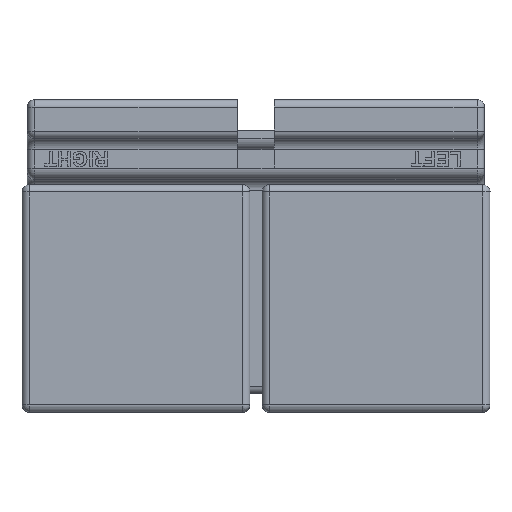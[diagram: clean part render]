
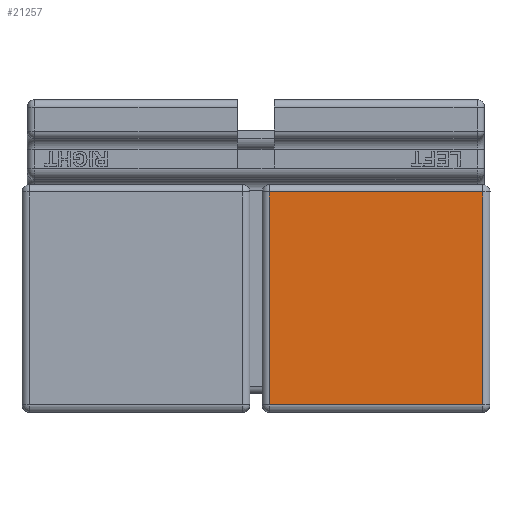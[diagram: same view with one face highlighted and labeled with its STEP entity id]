
A CAD part, top view. The second image highlights one B-rep face of the part: STEP entity #21257.
In plain terms, the highlighted planar face has unit normal (0, 0, 1).
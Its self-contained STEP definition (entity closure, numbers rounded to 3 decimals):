
#21218=CARTESIAN_POINT('',(1012.9,0.,113.356));
#21219=DIRECTION('',(0.,0.,1.));
#21220=DIRECTION('',(1.,0.,0.));
#21221=AXIS2_PLACEMENT_3D('',#21218,#21219,#21220);
#21222=PLANE('',#21221);
#21223=CARTESIAN_POINT('',(1056.605,-3.994,113.356));
#21224=VERTEX_POINT('',#21223);
#21225=CARTESIAN_POINT('',(1056.605,53.551,113.356));
#21226=VERTEX_POINT('',#21225);
#21227=CARTESIAN_POINT('',(1056.605,-3.994,113.356));
#21228=DIRECTION('',(0.,1.,0.));
#21229=VECTOR('',#21228,57.544);
#21230=LINE('',#21227,#21229);
#21231=EDGE_CURVE('',#21224,#21226,#21230,.T.);
#21232=ORIENTED_EDGE('',*,*,#21231,.T.);
#21233=CARTESIAN_POINT('',(998.998,53.551,113.356));
#21234=VERTEX_POINT('',#21233);
#21235=CARTESIAN_POINT('',(1056.605,53.551,113.356));
#21236=DIRECTION('',(-1.,-0.,0.));
#21237=VECTOR('',#21236,57.607);
#21238=LINE('',#21235,#21237);
#21239=EDGE_CURVE('',#21226,#21234,#21238,.T.);
#21240=ORIENTED_EDGE('',*,*,#21239,.T.);
#21241=CARTESIAN_POINT('',(998.998,-3.994,113.356));
#21242=VERTEX_POINT('',#21241);
#21243=CARTESIAN_POINT('',(998.998,53.551,113.356));
#21244=DIRECTION('',(-0.,-1.,-0.));
#21245=VECTOR('',#21244,57.544);
#21246=LINE('',#21243,#21245);
#21247=EDGE_CURVE('',#21234,#21242,#21246,.T.);
#21248=ORIENTED_EDGE('',*,*,#21247,.T.);
#21249=CARTESIAN_POINT('',(998.998,-3.994,113.356));
#21250=DIRECTION('',(1.,0.,-0.));
#21251=VECTOR('',#21250,57.607);
#21252=LINE('',#21249,#21251);
#21253=EDGE_CURVE('',#21242,#21224,#21252,.T.);
#21254=ORIENTED_EDGE('',*,*,#21253,.T.);
#21255=EDGE_LOOP('',(#21232,#21240,#21248,#21254));
#21256=FACE_BOUND('',#21255,.T.);
#21257=ADVANCED_FACE('',(#21256),#21222,.T.);
